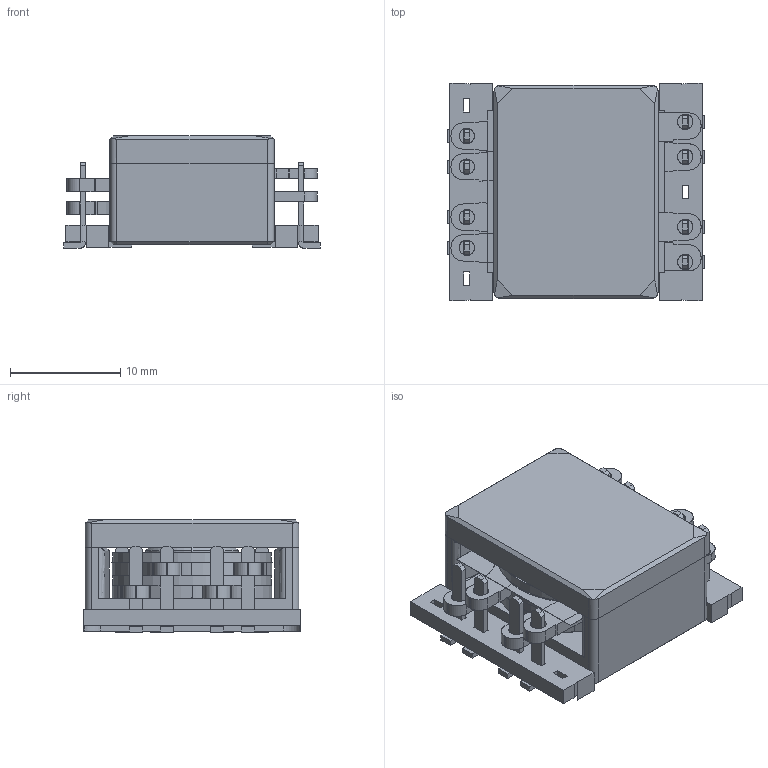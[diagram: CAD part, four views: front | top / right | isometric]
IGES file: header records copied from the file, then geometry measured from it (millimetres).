
Start section: SolidWorks IGES file using analytic representation for surfaces
Global section: file name: ER19_4-8_15_1421_MP1-6-9_(6A).IGS; native system: SolidWorks 2022; preprocessor: SolidWorks 2022; author: e.wtnpm; date: 230705.120050; units: millimetre
Bounding box: 23.32 x 19.72 x 10.2 mm (x, y, z)
Surface area: 4421.4 mm2 (no closed solid volume)
Topology: 0 solids, 0 shells, 389 faces, 3288 edges, 3288 vertices
Faces by surface type: bspline 287, revolution 102
